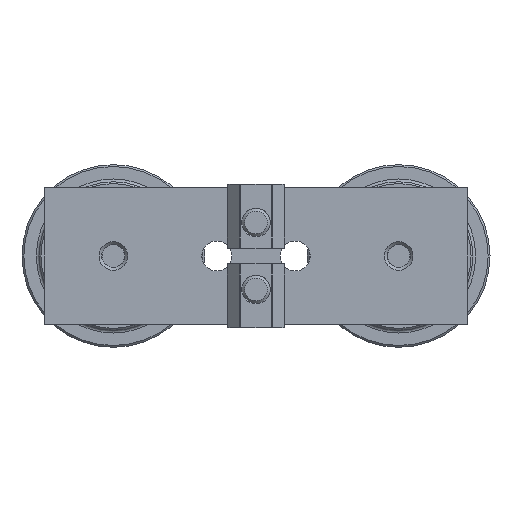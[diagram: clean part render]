
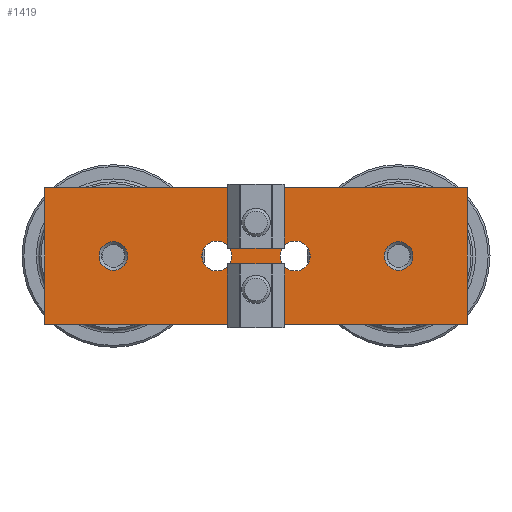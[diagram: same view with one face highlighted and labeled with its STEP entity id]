
A CAD part, left-side view. The second image highlights one B-rep face of the part: STEP entity #1419.
In plain terms, the highlighted face is planar.
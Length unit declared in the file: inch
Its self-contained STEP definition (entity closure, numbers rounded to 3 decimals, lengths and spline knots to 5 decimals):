
#133=CIRCLE('',#1732,0.164);
#134=CIRCLE('',#1733,0.164);
#135=CIRCLE('',#1734,0.164);
#136=CIRCLE('',#1735,0.164);
#137=CIRCLE('',#1736,0.15625);
#138=CIRCLE('',#1737,0.15625);
#237=ORIENTED_EDGE('',*,*,#563,.F.);
#238=ORIENTED_EDGE('',*,*,#564,.F.);
#239=ORIENTED_EDGE('',*,*,#565,.F.);
#240=ORIENTED_EDGE('',*,*,#566,.F.);
#241=ORIENTED_EDGE('',*,*,#567,.F.);
#242=ORIENTED_EDGE('',*,*,#568,.F.);
#243=ORIENTED_EDGE('',*,*,#569,.T.);
#244=ORIENTED_EDGE('',*,*,#570,.F.);
#245=ORIENTED_EDGE('',*,*,#571,.F.);
#246=ORIENTED_EDGE('',*,*,#561,.T.);
#561=EDGE_CURVE('',#724,#723,#857,.T.);
#563=EDGE_CURVE('',#725,#725,#133,.T.);
#564=EDGE_CURVE('',#726,#726,#134,.T.);
#565=EDGE_CURVE('',#727,#727,#135,.T.);
#566=EDGE_CURVE('',#728,#728,#136,.T.);
#567=EDGE_CURVE('',#729,#729,#137,.T.);
#568=EDGE_CURVE('',#730,#730,#138,.T.);
#569=EDGE_CURVE('',#723,#731,#859,.T.);
#570=EDGE_CURVE('',#732,#731,#860,.T.);
#571=EDGE_CURVE('',#724,#732,#861,.T.);
#723=VERTEX_POINT('',#2448);
#724=VERTEX_POINT('',#2450);
#725=VERTEX_POINT('',#2454);
#726=VERTEX_POINT('',#2456);
#727=VERTEX_POINT('',#2458);
#728=VERTEX_POINT('',#2460);
#729=VERTEX_POINT('',#2462);
#730=VERTEX_POINT('',#2464);
#731=VERTEX_POINT('',#2466);
#732=VERTEX_POINT('',#2468);
#857=LINE('',#2449,#929);
#859=LINE('',#2465,#931);
#860=LINE('',#2467,#932);
#861=LINE('',#2469,#933);
#929=VECTOR('',#1954,39.37008);
#931=VECTOR('',#1970,39.37008);
#932=VECTOR('',#1971,39.37008);
#933=VECTOR('',#1972,39.37008);
#997=EDGE_LOOP('',(#237));
#998=EDGE_LOOP('',(#238));
#999=EDGE_LOOP('',(#239));
#1000=EDGE_LOOP('',(#240));
#1001=EDGE_LOOP('',(#241));
#1002=EDGE_LOOP('',(#242));
#1003=EDGE_LOOP('',(#243,#244,#245,#246));
#1183=FACE_BOUND('',#997,.T.);
#1184=FACE_BOUND('',#998,.T.);
#1185=FACE_BOUND('',#999,.T.);
#1186=FACE_BOUND('',#1000,.T.);
#1187=FACE_BOUND('',#1001,.T.);
#1188=FACE_BOUND('',#1002,.T.);
#1189=FACE_BOUND('',#1003,.T.);
#1369=PLANE('',#1731);
#1419=ADVANCED_FACE('',(#1183,#1184,#1185,#1186,#1187,#1188,#1189),#1369,
 .F.);
#1731=AXIS2_PLACEMENT_3D('',#2452,#1956,#1957);
#1732=AXIS2_PLACEMENT_3D('',#2453,#1958,#1959);
#1733=AXIS2_PLACEMENT_3D('',#2455,#1960,#1961);
#1734=AXIS2_PLACEMENT_3D('',#2457,#1962,#1963);
#1735=AXIS2_PLACEMENT_3D('',#2459,#1964,#1965);
#1736=AXIS2_PLACEMENT_3D('',#2461,#1966,#1967);
#1737=AXIS2_PLACEMENT_3D('',#2463,#1968,#1969);
#1954=DIRECTION('',(-1.,0.,0.));
#1956=DIRECTION('',(0.,0.,1.));
#1957=DIRECTION('',(1.,0.,0.));
#1958=DIRECTION('',(0.,0.,-1.));
#1959=DIRECTION('',(-1.,0.,0.));
#1960=DIRECTION('',(0.,0.,-1.));
#1961=DIRECTION('',(-1.,0.,0.));
#1962=DIRECTION('',(0.,0.,-1.));
#1963=DIRECTION('',(-1.,0.,0.));
#1964=DIRECTION('',(0.,0.,-1.));
#1965=DIRECTION('',(-1.,0.,0.));
#1966=DIRECTION('',(0.,0.,-1.));
#1967=DIRECTION('',(-1.,0.,0.));
#1968=DIRECTION('',(0.,0.,-1.));
#1969=DIRECTION('',(-1.,0.,0.));
#1970=DIRECTION('',(0.,1.,0.));
#1971=DIRECTION('',(-1.,0.,0.));
#1972=DIRECTION('',(0.,1.,0.));
#2448=CARTESIAN_POINT('',(-0.75,-2.3125,-0.36));
#2449=CARTESIAN_POINT('',(0.75,-2.3125,-0.36));
#2450=CARTESIAN_POINT('',(0.75,-2.3125,-0.36));
#2452=CARTESIAN_POINT('',(0.75,-2.3125,-0.36));
#2453=CARTESIAN_POINT('',(0.,-0.4295,-0.36));
#2454=CARTESIAN_POINT('',(-0.164,-0.4295,-0.36));
#2455=CARTESIAN_POINT('',(0.,0.4295,-0.36));
#2456=CARTESIAN_POINT('',(-0.164,0.4295,-0.36));
#2457=CARTESIAN_POINT('',(0.367,0.,-0.36));
#2458=CARTESIAN_POINT('',(0.203,0.,-0.36));
#2459=CARTESIAN_POINT('',(-0.367,0.,-0.36));
#2460=CARTESIAN_POINT('',(-0.531,0.,-0.36));
#2461=CARTESIAN_POINT('',(0.,-1.5625,-0.36));
#2462=CARTESIAN_POINT('',(-0.15625,-1.5625,-0.36));
#2463=CARTESIAN_POINT('',(0.,1.5625,-0.36));
#2464=CARTESIAN_POINT('',(-0.15625,1.5625,-0.36));
#2465=CARTESIAN_POINT('',(-0.75,-2.3125,-0.36));
#2466=CARTESIAN_POINT('',(-0.75,2.3125,-0.36));
#2467=CARTESIAN_POINT('',(0.75,2.3125,-0.36));
#2468=CARTESIAN_POINT('',(0.75,2.3125,-0.36));
#2469=CARTESIAN_POINT('',(0.75,-2.3125,-0.36));
